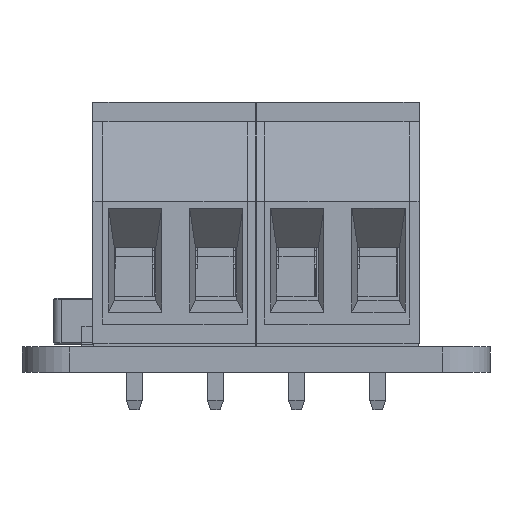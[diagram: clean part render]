
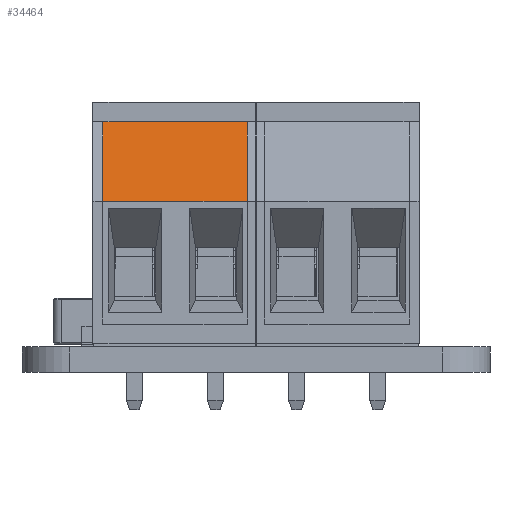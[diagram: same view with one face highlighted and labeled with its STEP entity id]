
A CAD part, front view. The second image highlights one B-rep face of the part: STEP entity #34464.
In plain terms, the highlighted free-form (B-spline) face has degree [1, 1] with [2, 2] control points.
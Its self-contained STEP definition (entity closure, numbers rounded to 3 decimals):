
#32788 = B_SPLINE_SURFACE_WITH_KNOTS('',1,1,(
    (#32789,#32790)
    ,(#32791,#32792
    )),.UNSPECIFIED.,.F.,.F.,.F.,(2,2),(2,2),(-9.06,0.),(0.,1.9),
  .PIECEWISE_BEZIER_KNOTS.);
#32789 = CARTESIAN_POINT('',(-4.53,-3.35,9.4));
#32790 = CARTESIAN_POINT('',(-4.53,-1.45,9.4));
#32791 = CARTESIAN_POINT('',(4.53,-3.35,9.4));
#32792 = CARTESIAN_POINT('',(4.53,-1.45,9.4));
#33085 = B_SPLINE_SURFACE_WITH_KNOTS('',1,1,(
    (#33086,#33087)
    ,(#33088,#33089
    )),.UNSPECIFIED.,.F.,.F.,.F.,(2,2),(2,2),(-6.325,6.325),(-1.5,1.5),
  .PIECEWISE_BEZIER_KNOTS.);
#33086 = CARTESIAN_POINT('',(4.53,-4.45,-3.25));
#33087 = CARTESIAN_POINT('',(4.53,-1.45,-3.25));
#33088 = CARTESIAN_POINT('',(4.53,-4.45,9.4));
#33089 = CARTESIAN_POINT('',(4.53,-1.45,9.4));
#33110 = B_SPLINE_SURFACE_WITH_KNOTS('',1,1,(
    (#33111,#33112)
    ,(#33113,#33114
    )),.UNSPECIFIED.,.F.,.F.,.F.,(2,2),(2,2),(-7.7,0.),(-9.06,0.),
  .PIECEWISE_BEZIER_KNOTS.);
#33111 = CARTESIAN_POINT('',(-4.53,-4.45,4.45));
#33112 = CARTESIAN_POINT('',(4.53,-4.45,4.45));
#33113 = CARTESIAN_POINT('',(-4.53,-4.45,-3.25));
#33114 = CARTESIAN_POINT('',(4.53,-4.45,-3.25));
#33135 = B_SPLINE_SURFACE_WITH_KNOTS('',1,1,(
    (#33136,#33137)
    ,(#33138,#33139
    )),.UNSPECIFIED.,.F.,.F.,.F.,(2,2),(2,2),(-6.325,6.325),(-1.5,1.5),
  .PIECEWISE_BEZIER_KNOTS.);
#33136 = CARTESIAN_POINT('',(-4.53,-4.45,-3.25));
#33137 = CARTESIAN_POINT('',(-4.53,-1.45,-3.25));
#33138 = CARTESIAN_POINT('',(-4.53,-4.45,9.4));
#33139 = CARTESIAN_POINT('',(-4.53,-1.45,9.4));
#33422 = VERTEX_POINT('',#33423);
#33423 = CARTESIAN_POINT('',(-4.53,-3.35,9.4));
#33443 = EDGE_CURVE('',#33444,#33422,#33446,.T.);
#33444 = VERTEX_POINT('',#33445);
#33445 = CARTESIAN_POINT('',(4.53,-3.35,9.4));
#33446 = SURFACE_CURVE('',#33447,(#33450,#33456),.PCURVE_S1.);
#33447 = B_SPLINE_CURVE_WITH_KNOTS('',1,(#33448,#33449),.UNSPECIFIED.,
  .F.,.F.,(2,2),(0.,9.06),.PIECEWISE_BEZIER_KNOTS.);
#33448 = CARTESIAN_POINT('',(4.53,-3.35,9.4));
#33449 = CARTESIAN_POINT('',(-4.53,-3.35,9.4));
#33450 = PCURVE('',#32788,#33451);
#33451 = DEFINITIONAL_REPRESENTATION('',(#33452),#33455);
#33452 = B_SPLINE_CURVE_WITH_KNOTS('',1,(#33453,#33454),.UNSPECIFIED.,
  .F.,.F.,(2,2),(0.,9.06),.PIECEWISE_BEZIER_KNOTS.);
#33453 = CARTESIAN_POINT('',(0.,0.));
#33454 = CARTESIAN_POINT('',(-9.06,0.));
#33455 = ( GEOMETRIC_REPRESENTATION_CONTEXT(2) 
PARAMETRIC_REPRESENTATION_CONTEXT() REPRESENTATION_CONTEXT('2D SPACE',''
  ) );
#33456 = PCURVE('',#33457,#33462);
#33457 = B_SPLINE_SURFACE_WITH_KNOTS('',1,1,(
    (#33458,#33459)
    ,(#33460,#33461
    )),.UNSPECIFIED.,.F.,.F.,.F.,(2,2),(2,2),(-5.071,0.),(-9.06
    ,0.),.PIECEWISE_BEZIER_KNOTS.);
#33458 = CARTESIAN_POINT('',(-4.53,-3.35,9.4));
#33459 = CARTESIAN_POINT('',(4.53,-3.35,9.4));
#33460 = CARTESIAN_POINT('',(-4.53,-4.45,4.45));
#33461 = CARTESIAN_POINT('',(4.53,-4.45,4.45));
#33462 = DEFINITIONAL_REPRESENTATION('',(#33463),#33466);
#33463 = B_SPLINE_CURVE_WITH_KNOTS('',1,(#33464,#33465),.UNSPECIFIED.,
  .F.,.F.,(2,2),(0.,9.06),.PIECEWISE_BEZIER_KNOTS.);
#33464 = CARTESIAN_POINT('',(-5.071,0.));
#33465 = CARTESIAN_POINT('',(-5.071,-9.06));
#33466 = ( GEOMETRIC_REPRESENTATION_CONTEXT(2) 
PARAMETRIC_REPRESENTATION_CONTEXT() REPRESENTATION_CONTEXT('2D SPACE',''
  ) );
#34464 = ADVANCED_FACE('',(#34465),#33457,.T.);
#34465 = FACE_BOUND('',#34466,.T.);
#34466 = EDGE_LOOP('',(#34467,#34487,#34507,#34525));
#34467 = ORIENTED_EDGE('',*,*,#34468,.F.);
#34468 = EDGE_CURVE('',#34469,#33422,#34471,.T.);
#34469 = VERTEX_POINT('',#34470);
#34470 = CARTESIAN_POINT('',(-4.53,-4.45,4.45));
#34471 = SURFACE_CURVE('',#34472,(#34475,#34481),.PCURVE_S1.);
#34472 = B_SPLINE_CURVE_WITH_KNOTS('',1,(#34473,#34474),.UNSPECIFIED.,
  .F.,.F.,(2,2),(0.,5.071),.PIECEWISE_BEZIER_KNOTS.);
#34473 = CARTESIAN_POINT('',(-4.53,-4.45,4.45));
#34474 = CARTESIAN_POINT('',(-4.53,-3.35,9.4));
#34475 = PCURVE('',#33457,#34476);
#34476 = DEFINITIONAL_REPRESENTATION('',(#34477),#34480);
#34477 = B_SPLINE_CURVE_WITH_KNOTS('',1,(#34478,#34479),.UNSPECIFIED.,
  .F.,.F.,(2,2),(0.,5.071),.PIECEWISE_BEZIER_KNOTS.);
#34478 = CARTESIAN_POINT('',(0.,-9.06));
#34479 = CARTESIAN_POINT('',(-5.071,-9.06));
#34480 = ( GEOMETRIC_REPRESENTATION_CONTEXT(2) 
PARAMETRIC_REPRESENTATION_CONTEXT() REPRESENTATION_CONTEXT('2D SPACE',''
  ) );
#34481 = PCURVE('',#33135,#34482);
#34482 = DEFINITIONAL_REPRESENTATION('',(#34483),#34486);
#34483 = B_SPLINE_CURVE_WITH_KNOTS('',1,(#34484,#34485),.UNSPECIFIED.,
  .F.,.F.,(2,2),(0.,5.071),.PIECEWISE_BEZIER_KNOTS.);
#34484 = CARTESIAN_POINT('',(1.375,-1.5));
#34485 = CARTESIAN_POINT('',(6.325,-0.4));
#34486 = ( GEOMETRIC_REPRESENTATION_CONTEXT(2) 
PARAMETRIC_REPRESENTATION_CONTEXT() REPRESENTATION_CONTEXT('2D SPACE',''
  ) );
#34487 = ORIENTED_EDGE('',*,*,#34488,.F.);
#34488 = EDGE_CURVE('',#34489,#34469,#34491,.T.);
#34489 = VERTEX_POINT('',#34490);
#34490 = CARTESIAN_POINT('',(4.53,-4.45,4.45));
#34491 = SURFACE_CURVE('',#34492,(#34495,#34501),.PCURVE_S1.);
#34492 = B_SPLINE_CURVE_WITH_KNOTS('',1,(#34493,#34494),.UNSPECIFIED.,
  .F.,.F.,(2,2),(0.,9.06),.PIECEWISE_BEZIER_KNOTS.);
#34493 = CARTESIAN_POINT('',(4.53,-4.45,4.45));
#34494 = CARTESIAN_POINT('',(-4.53,-4.45,4.45));
#34495 = PCURVE('',#33457,#34496);
#34496 = DEFINITIONAL_REPRESENTATION('',(#34497),#34500);
#34497 = B_SPLINE_CURVE_WITH_KNOTS('',1,(#34498,#34499),.UNSPECIFIED.,
  .F.,.F.,(2,2),(0.,9.06),.PIECEWISE_BEZIER_KNOTS.);
#34498 = CARTESIAN_POINT('',(0.,0.));
#34499 = CARTESIAN_POINT('',(0.,-9.06));
#34500 = ( GEOMETRIC_REPRESENTATION_CONTEXT(2) 
PARAMETRIC_REPRESENTATION_CONTEXT() REPRESENTATION_CONTEXT('2D SPACE',''
  ) );
#34501 = PCURVE('',#33110,#34502);
#34502 = DEFINITIONAL_REPRESENTATION('',(#34503),#34506);
#34503 = B_SPLINE_CURVE_WITH_KNOTS('',1,(#34504,#34505),.UNSPECIFIED.,
  .F.,.F.,(2,2),(0.,9.06),.PIECEWISE_BEZIER_KNOTS.);
#34504 = CARTESIAN_POINT('',(-7.7,0.));
#34505 = CARTESIAN_POINT('',(-7.7,-9.06));
#34506 = ( GEOMETRIC_REPRESENTATION_CONTEXT(2) 
PARAMETRIC_REPRESENTATION_CONTEXT() REPRESENTATION_CONTEXT('2D SPACE',''
  ) );
#34507 = ORIENTED_EDGE('',*,*,#34508,.T.);
#34508 = EDGE_CURVE('',#34489,#33444,#34509,.T.);
#34509 = SURFACE_CURVE('',#34510,(#34513,#34519),.PCURVE_S1.);
#34510 = B_SPLINE_CURVE_WITH_KNOTS('',1,(#34511,#34512),.UNSPECIFIED.,
  .F.,.F.,(2,2),(0.,5.071),.PIECEWISE_BEZIER_KNOTS.);
#34511 = CARTESIAN_POINT('',(4.53,-4.45,4.45));
#34512 = CARTESIAN_POINT('',(4.53,-3.35,9.4));
#34513 = PCURVE('',#33457,#34514);
#34514 = DEFINITIONAL_REPRESENTATION('',(#34515),#34518);
#34515 = B_SPLINE_CURVE_WITH_KNOTS('',1,(#34516,#34517),.UNSPECIFIED.,
  .F.,.F.,(2,2),(0.,5.071),.PIECEWISE_BEZIER_KNOTS.);
#34516 = CARTESIAN_POINT('',(0.,0.));
#34517 = CARTESIAN_POINT('',(-5.071,0.));
#34518 = ( GEOMETRIC_REPRESENTATION_CONTEXT(2) 
PARAMETRIC_REPRESENTATION_CONTEXT() REPRESENTATION_CONTEXT('2D SPACE',''
  ) );
#34519 = PCURVE('',#33085,#34520);
#34520 = DEFINITIONAL_REPRESENTATION('',(#34521),#34524);
#34521 = B_SPLINE_CURVE_WITH_KNOTS('',1,(#34522,#34523),.UNSPECIFIED.,
  .F.,.F.,(2,2),(0.,5.071),.PIECEWISE_BEZIER_KNOTS.);
#34522 = CARTESIAN_POINT('',(1.375,-1.5));
#34523 = CARTESIAN_POINT('',(6.325,-0.4));
#34524 = ( GEOMETRIC_REPRESENTATION_CONTEXT(2) 
PARAMETRIC_REPRESENTATION_CONTEXT() REPRESENTATION_CONTEXT('2D SPACE',''
  ) );
#34525 = ORIENTED_EDGE('',*,*,#33443,.T.);
